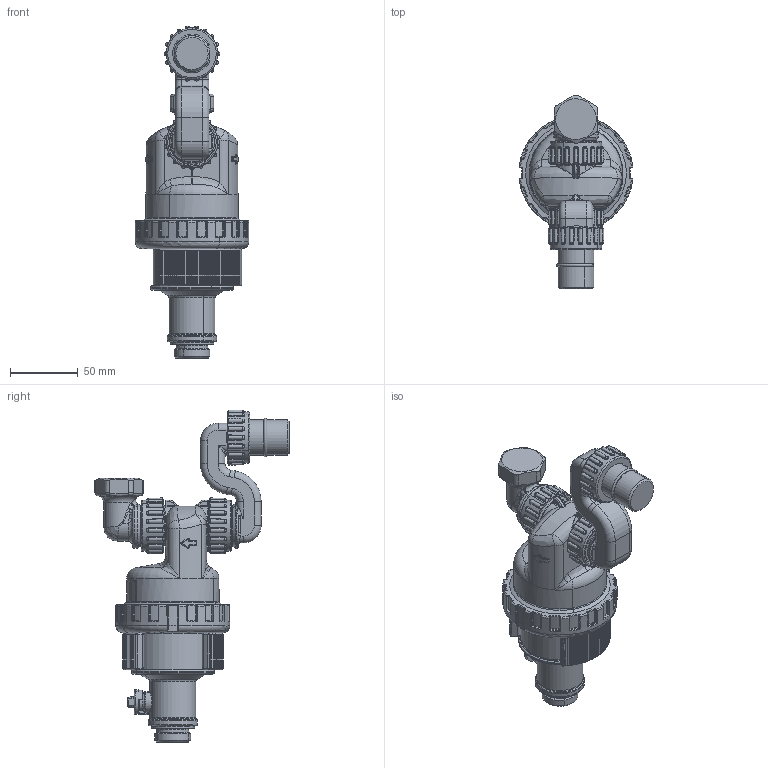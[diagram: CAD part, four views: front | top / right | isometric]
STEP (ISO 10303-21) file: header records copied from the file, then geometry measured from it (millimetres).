
FILE_DESCRIPTION(('CATIA V5 STEP Exchange'),'2;1');
FILE_NAME('545205 - TST.stp','2016-02-03T13:00:35+00:00',('none'),('none'),'Version 5-6 Release 2012','CATIA V5 STEP AP203','none');
FILE_SCHEMA(('CONFIG_CONTROL_DESIGN'));
Length unit declared in the file: millimetre
Products named in the file (1): 545205 - TST
Bounding box: 83.59 x 142.74 x 244.26 mm (x, y, z)
Volume: 569118 mm3; surface area: 82730.1 mm2
Topology: 2 solids, 9 shells, 2688 faces, 6612 edges, 3676 vertices
Faces by surface type: cylinder 839, bspline 600, plane 532, torus 250, revolution 242, cone 159, sphere 66
Entity records: 118181 total; most frequent: CARTESIAN_POINT 66273, ORIENTED_EDGE 12668, DIRECTION 6812, EDGE_CURVE 6334, AXIS2_PLACEMENT_3D 3758, VERTEX_POINT 3676, EDGE_LOOP 2718, B_SPLINE_CURVE_WITH_KNOTS 2702
